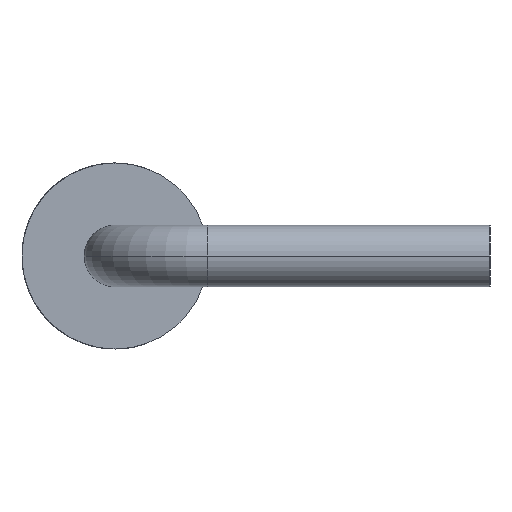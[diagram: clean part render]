
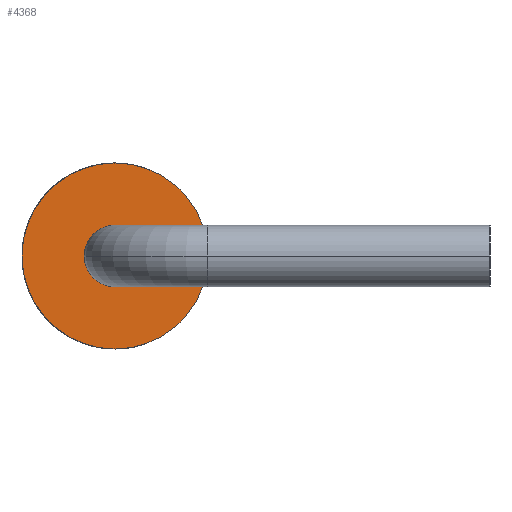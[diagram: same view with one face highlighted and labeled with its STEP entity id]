
A CAD part, left-side view. The second image highlights one B-rep face of the part: STEP entity #4368.
In plain terms, the highlighted planar face has unit normal (-1, 0, 0).
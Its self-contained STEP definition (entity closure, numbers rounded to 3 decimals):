
#55 = AXIS2_PLACEMENT_3D ( 'NONE', #3408, #4222, #2658 ) ;
#66 = FACE_BOUND ( 'NONE', #4671, .T. ) ;
#225 = DIRECTION ( 'NONE',  ( 0., 0., -1. ) ) ;
#280 = AXIS2_PLACEMENT_3D ( 'NONE', #3053, #1598, #2697 ) ;
#375 = ORIENTED_EDGE ( 'NONE', *, *, #2980, .F. ) ;
#430 = CARTESIAN_POINT ( 'NONE',  ( 2.128, 1.794, 0. ) ) ;
#466 = DIRECTION ( 'NONE',  ( 1., 0., 0. ) ) ;
#780 = CIRCLE ( 'NONE', #1809, 1.188 ) ;
#1271 = DIRECTION ( 'NONE',  ( 0., 0., -1. ) ) ;
#1598 = DIRECTION ( 'NONE',  ( 1., 0., 0. ) ) ;
#1809 = AXIS2_PLACEMENT_3D ( 'NONE', #2297, #466, #1945 ) ;
#1843 = AXIS2_PLACEMENT_3D ( 'NONE', #2107, #2083, #225 ) ;
#1945 = DIRECTION ( 'NONE',  ( 0., 0., -1. ) ) ;
#1947 = VERTEX_POINT ( 'NONE', #4143 ) ;
#2083 = DIRECTION ( 'NONE',  ( -1., 0., 0. ) ) ;
#2107 = CARTESIAN_POINT ( 'NONE',  ( 2.128, 2.187, 0. ) ) ;
#2273 = CARTESIAN_POINT ( 'NONE',  ( 2.128, 2.188, 1.187 ) ) ;
#2297 = CARTESIAN_POINT ( 'NONE',  ( 2.128, 2.188, 0. ) ) ;
#2401 = EDGE_CURVE ( 'NONE', #2926, #4239, #780, .T. ) ;
#2658 = DIRECTION ( 'NONE',  ( 0., 0., -1. ) ) ;
#2697 = DIRECTION ( 'NONE',  ( 0., 0., -1. ) ) ;
#2784 = EDGE_LOOP ( 'NONE', ( #3007, #4156 ) ) ;
#2926 = VERTEX_POINT ( 'NONE', #4824 ) ;
#2980 = EDGE_CURVE ( 'NONE', #1947, #2992, #3927, .T. ) ;
#2992 = VERTEX_POINT ( 'NONE', #430 ) ;
#3007 = ORIENTED_EDGE ( 'NONE', *, *, #3774, .F. ) ;
#3053 = CARTESIAN_POINT ( 'NONE',  ( 2.128, 2.188, 0. ) ) ;
#3098 = CIRCLE ( 'NONE', #4358, 1.188 ) ;
#3100 = ORIENTED_EDGE ( 'NONE', *, *, #4027, .F. ) ;
#3343 = CIRCLE ( 'NONE', #1843, 0.394 ) ;
#3408 = CARTESIAN_POINT ( 'NONE',  ( 2.128, 2.187, 0. ) ) ;
#3414 = PLANE ( 'NONE',  #280 ) ;
#3471 = FACE_OUTER_BOUND ( 'NONE', #2784, .T. ) ;
#3774 = EDGE_CURVE ( 'NONE', #4239, #2926, #3098, .T. ) ;
#3927 = CIRCLE ( 'NONE', #55, 0.394 ) ;
#4027 = EDGE_CURVE ( 'NONE', #2992, #1947, #3343, .T. ) ;
#4143 = CARTESIAN_POINT ( 'NONE',  ( 2.128, 2.581, 0. ) ) ;
#4156 = ORIENTED_EDGE ( 'NONE', *, *, #2401, .F. ) ;
#4222 = DIRECTION ( 'NONE',  ( -1., 0., 0. ) ) ;
#4239 = VERTEX_POINT ( 'NONE', #2273 ) ;
#4358 = AXIS2_PLACEMENT_3D ( 'NONE', #4604, #4650, #1271 ) ;
#4368 = ADVANCED_FACE ( 'NONE', ( #66, #3471 ), #3414, .F. ) ;
#4604 = CARTESIAN_POINT ( 'NONE',  ( 2.128, 2.188, 0. ) ) ;
#4650 = DIRECTION ( 'NONE',  ( 1., 0., 0. ) ) ;
#4671 = EDGE_LOOP ( 'NONE', ( #3100, #375 ) ) ;
#4824 = CARTESIAN_POINT ( 'NONE',  ( 2.128, 2.188, -1.188 ) ) ;
